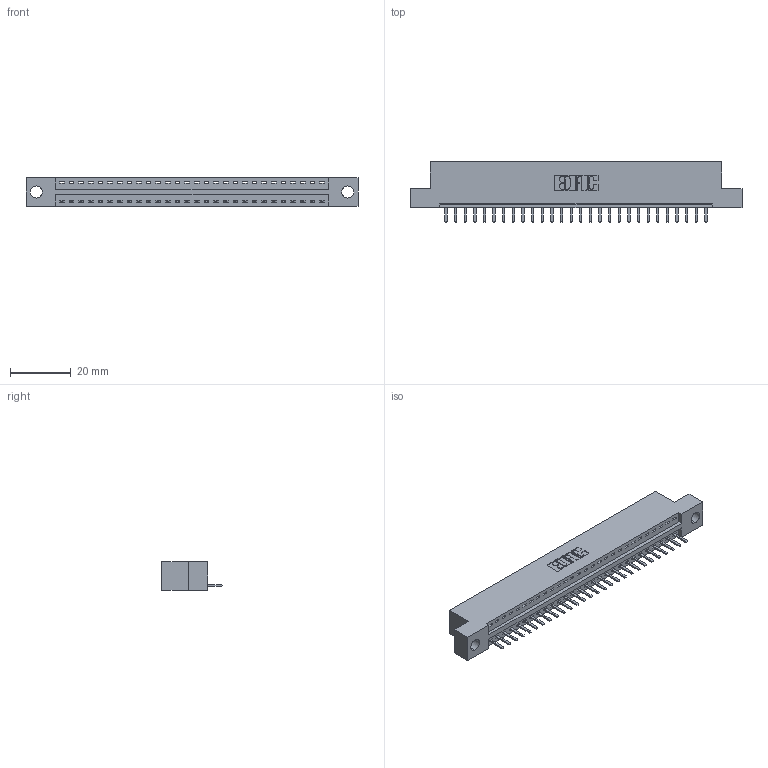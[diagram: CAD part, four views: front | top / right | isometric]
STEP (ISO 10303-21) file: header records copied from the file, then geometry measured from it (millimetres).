
FILE_DESCRIPTION (( 'STEP AP203' ), '1' );
FILE_NAME ('396-028-520-104.STEP', '2018-09-05T02:22:20', ( '' ), ( '' ), 'SwSTEP 2.0', 'SolidWorks 2016', '' );
FILE_SCHEMA (( 'CONFIG_CONTROL_DESIGN' ));
Length unit declared in the file: inch
Products named in the file (3): 346 Part_Flush Mounting Lugs - 0.156 Dia-TH; 345-292-001_345-293-120; 396-028-520-104
Assembly tree (29 placements, depth 2):
  396-028-520-104
    346 Part_Flush Mounting Lugs - 0.156 Dia-TH
    345-292-001_345-293-120  x28
Bounding box: 109.47 x 20.02 x 9.4 mm (x, y, z)
Volume: 10214.2 mm3; surface area: 12151.5 mm2
Topology: 29 solids, 29 shells, 1858 faces, 5481 edges, 3578 vertices
Faces by surface type: plane 1252, cylinder 606
Entity records: 19379 total; most frequent: CARTESIAN_POINT 3344, ORIENTED_EDGE 3294, DIRECTION 2955, EDGE_CURVE 1647, VECTOR 1399, LINE 1399, VERTEX_POINT 1094, AXIS2_PLACEMENT_3D 778
